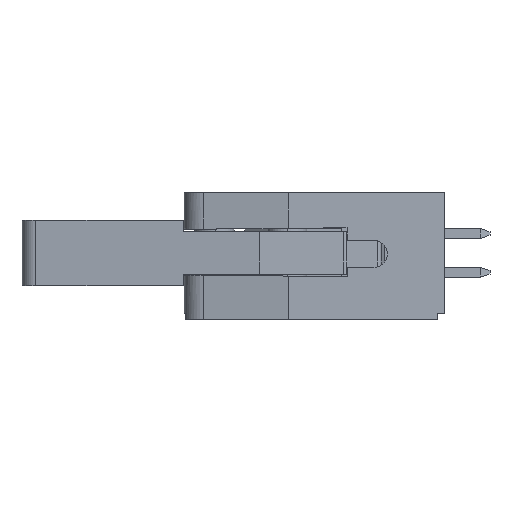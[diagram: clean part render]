
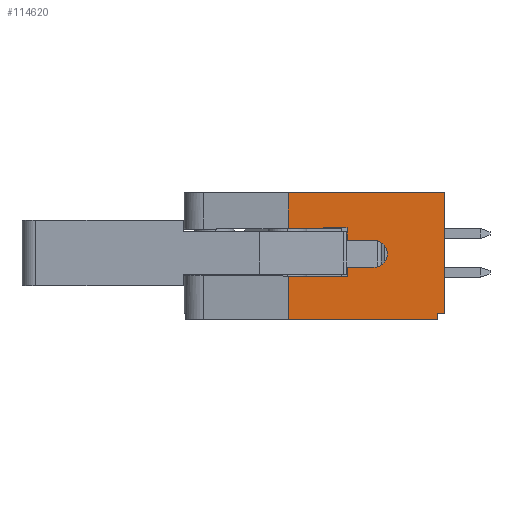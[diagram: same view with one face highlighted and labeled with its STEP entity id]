
A CAD part, left-side view. The second image highlights one B-rep face of the part: STEP entity #114620.
In plain terms, the highlighted planar face has unit normal (-1, 0, 0).
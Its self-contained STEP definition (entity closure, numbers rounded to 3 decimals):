
#520=CARTESIAN_POINT('',(-40.192,-31.904,-8.2));
#530=VERTEX_POINT('',#520);
#560=CARTESIAN_POINT('',(-40.192,-31.904,0.));
#570=DIRECTION('',(0.,0.,-1.));
#580=VECTOR('',#570,1.);
#590=LINE('',#560,#580);
#600=CARTESIAN_POINT('',(-40.192,-31.904,
-5.864));
#610=VERTEX_POINT('',#600);
#620=EDGE_CURVE('',#610,#530,#590,.T.);
#3980=CARTESIAN_POINT('',(-40.192,-28.044,
-5.08));
#3990=VERTEX_POINT('',#3980);
#4020=CARTESIAN_POINT('',(-40.192,0.,-5.08));
#4030=DIRECTION('',(0.,1.,0.));
#4040=VECTOR('',#4030,1.);
#4050=LINE('',#4020,#4040);
#4060=CARTESIAN_POINT('',(-40.192,-26.284,
-5.08));
#4070=VERTEX_POINT('',#4060);
#4080=EDGE_CURVE('',#3990,#4070,#4050,.T.);
#31700=CARTESIAN_POINT('',(-40.192,-26.284,
-3.3));
#31710=VERTEX_POINT('',#31700);
#31740=CARTESIAN_POINT('',(-40.192,0.,-3.3));
#31750=DIRECTION('',(0.,-1.,0.));
#31760=VECTOR('',#31750,1.);
#31770=LINE('',#31740,#31760);
#31780=CARTESIAN_POINT('',(-40.192,-28.044,
-3.3));
#31790=VERTEX_POINT('',#31780);
#31800=EDGE_CURVE('',#31710,#31790,#31770,.T.);
#37430=CARTESIAN_POINT('',(-40.192,-22.124,-0.3));
#37440=VERTEX_POINT('',#37430);
#37470=CARTESIAN_POINT('',(-40.192,0.,-0.3));
#37480=DIRECTION('',(0.,1.,0.));
#37490=VECTOR('',#37480,1.);
#37500=LINE('',#37470,#37490);
#37510=CARTESIAN_POINT('',(-40.192,-21.674,-0.3));
#37520=VERTEX_POINT('',#37510);
#37530=EDGE_CURVE('',#37440,#37520,#37500,.T.);
#42780=CARTESIAN_POINT('',(-40.192,-28.044,
-5.9));
#42790=VERTEX_POINT('',#42780);
#42820=CARTESIAN_POINT('',(-40.192,-28.044,0.));
#42830=DIRECTION('',(0.,0.,1.));
#42840=VECTOR('',#42830,1.);
#42850=LINE('',#42820,#42840);
#42860=EDGE_CURVE('',#42790,#3990,#42850,.T.);
#75390=CARTESIAN_POINT('',(-40.192,-21.674,-8.2));
#75400=VERTEX_POINT('',#75390);
#75430=CARTESIAN_POINT('',(-40.192,0.,-8.2));
#75440=DIRECTION('',(0.,-1.,0.));
#75450=VECTOR('',#75440,1.);
#75460=LINE('',#75430,#75450);
#75470=EDGE_CURVE('',#75400,#530,#75460,.T.);
#83850=CARTESIAN_POINT('',(-40.192,-28.044,
-2.7));
#83860=VERTEX_POINT('',#83850);
#83890=CARTESIAN_POINT('',(-40.192,0.,-2.7));
#83900=DIRECTION('',(0.,-1.,0.));
#83910=VECTOR('',#83900,1.);
#83920=LINE('',#83890,#83910);
#83930=CARTESIAN_POINT('',(-40.192,-28.124,
-2.7));
#83940=VERTEX_POINT('',#83930);
#83950=EDGE_CURVE('',#83860,#83940,#83920,.T.);
#96860=CARTESIAN_POINT('',(-40.192,0.,-6.165));
#96870=DIRECTION('',(0.,1.,-0.009));
#96880=VECTOR('',#96870,1.);
#96890=LINE('',#96860,#96880);
#96900=CARTESIAN_POINT('',(-40.192,-28.124,
-5.9));
#96910=VERTEX_POINT('',#96900);
#96920=EDGE_CURVE('',#610,#96910,#96890,.T.);
#113920=CARTESIAN_POINT('',(-40.192,-33.424,
-6.675));
#113930=DIRECTION('',(-1.,0.,0.));
#113940=DIRECTION('',(0.,1.,0.));
#113950=AXIS2_PLACEMENT_3D('',#113920,#113930,#113940);
#113960=PLANE('',#113950);
#113970=ORIENTED_EDGE('',*,*,#4080,.T.);
#113980=ORIENTED_EDGE('',*,*,#42860,.T.);
#113990=CARTESIAN_POINT('',(-40.192,0.,-5.9));
#114000=DIRECTION('',(0.,1.,0.));
#114010=VECTOR('',#114000,1.);
#114020=LINE('',#113990,#114010);
#114030=EDGE_CURVE('',#96910,#42790,#114020,.T.);
#114040=ORIENTED_EDGE('',*,*,#114030,.T.);
#114050=ORIENTED_EDGE('',*,*,#96920,.T.);
#114060=ORIENTED_EDGE('',*,*,#620,.F.);
#114070=ORIENTED_EDGE('',*,*,#75470,.T.);
#114080=CARTESIAN_POINT('',(-40.192,-21.674,0.));
#114090=DIRECTION('',(0.,0.,1.));
#114100=VECTOR('',#114090,1.);
#114110=LINE('',#114080,#114100);
#114120=EDGE_CURVE('',#75400,#37520,#114110,.T.);
#114130=ORIENTED_EDGE('',*,*,#114120,.F.);
#114140=ORIENTED_EDGE('',*,*,#37530,.T.);
#114150=CARTESIAN_POINT('',(-40.192,-22.124,0.));
#114160=DIRECTION('',(0.,0.,1.));
#114170=VECTOR('',#114160,1.);
#114180=LINE('',#114150,#114170);
#114190=CARTESIAN_POINT('',(-40.192,-22.124,0.1));
#114200=VERTEX_POINT('',#114190);
#114210=EDGE_CURVE('',#37440,#114200,#114180,.T.);
#114220=ORIENTED_EDGE('',*,*,#114210,.F.);
#114230=CARTESIAN_POINT('',(-40.192,0.,0.1));
#114240=DIRECTION('',(0.,-1.,0.));
#114250=VECTOR('',#114240,1.);
#114260=LINE('',#114230,#114250);
#114270=CARTESIAN_POINT('',(-40.192,-31.904,0.1));
#114280=VERTEX_POINT('',#114270);
#114290=EDGE_CURVE('',#114200,#114280,#114260,.T.);
#114300=ORIENTED_EDGE('',*,*,#114290,.F.);
#114310=CARTESIAN_POINT('',(-40.192,-31.904,0.));
#114320=DIRECTION('',(0.,0.,-1.));
#114330=VECTOR('',#114320,1.);
#114340=LINE('',#114310,#114330);
#114350=CARTESIAN_POINT('',(-40.192,-31.904,
-2.736));
#114360=VERTEX_POINT('',#114350);
#114370=EDGE_CURVE('',#114280,#114360,#114340,.T.);
#114380=ORIENTED_EDGE('',*,*,#114370,.F.);
#114390=CARTESIAN_POINT('',(-40.192,-38.724,
-2.8));
#114400=DIRECTION('',(0.,1.,0.009));
#114410=VECTOR('',#114400,1.);
#114420=LINE('',#114390,#114410);
#114430=EDGE_CURVE('',#114360,#83940,#114420,.T.);
#114440=ORIENTED_EDGE('',*,*,#114430,.F.);
#114450=ORIENTED_EDGE('',*,*,#83950,.T.);
#114460=CARTESIAN_POINT('',(-40.192,-28.044,0.));
#114470=DIRECTION('',(0.,0.,1.));
#114480=VECTOR('',#114470,1.);
#114490=LINE('',#114460,#114480);
#114500=EDGE_CURVE('',#31790,#83860,#114490,.T.);
#114510=ORIENTED_EDGE('',*,*,#114500,.T.);
#114520=ORIENTED_EDGE('',*,*,#31800,.T.);
#114530=CARTESIAN_POINT('',(-40.192,-26.284,
-4.19));
#114540=DIRECTION('',(1.,0.,0.));
#114550=DIRECTION('',(0.,0.,1.));
#114560=AXIS2_PLACEMENT_3D('',#114530,#114540,#114550);
#114570=CIRCLE('',#114560,0.89);
#114580=EDGE_CURVE('',#4070,#31710,#114570,.T.);
#114590=ORIENTED_EDGE('',*,*,#114580,.T.);
#114600=EDGE_LOOP('',(#114590,#114520,#114510,#114450,#114440,#114380,
#114300,#114220,#114140,#114130,#114070,#114060,#114050,#114040,#113980,
#113970));
#114610=FACE_OUTER_BOUND('',#114600,.T.);
#114620=ADVANCED_FACE('',(#114610),#113960,.T.);
